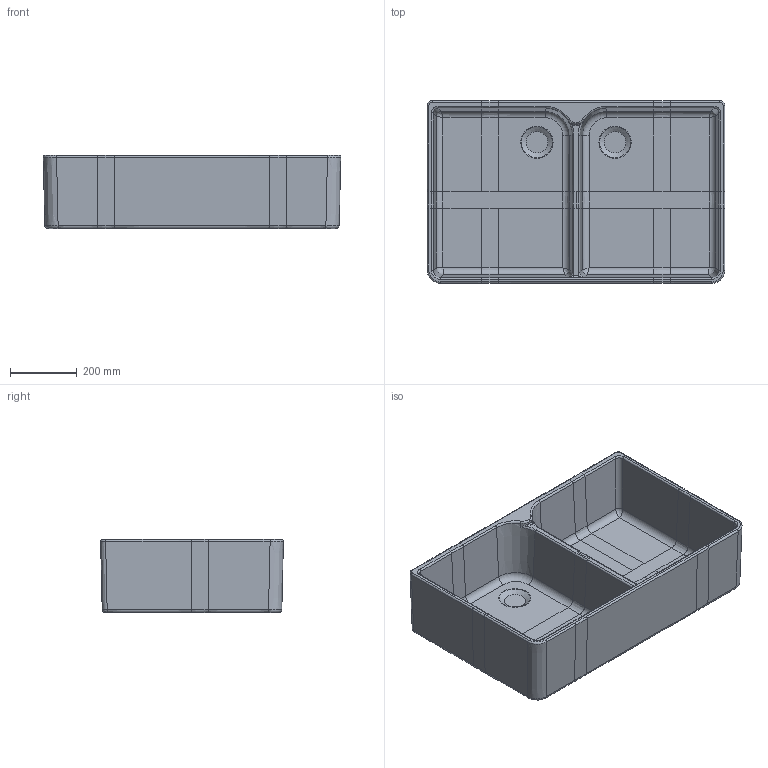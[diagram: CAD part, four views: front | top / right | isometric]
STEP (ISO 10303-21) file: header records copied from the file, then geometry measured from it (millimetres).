
FILE_DESCRIPTION(/* description */ (''),/* implementation_level */ '2;1');
FILE_NAME(/* name */ '6390_Spüle.stp',/* time_stamp */ '2019-01-22T14:03:01+01:00',/* author */ (''),/* organization */ (''),/* preprocessor_version */ 'ST-DEVELOPER v16',/* originating_system */ 'SIEMENS PLM Software NX 10.0',/* authorisation */ '');
FILE_SCHEMA (('AUTOMOTIVE_DESIGN { 1 0 10303 214 3 1 1 1 }'));
Length unit declared in the file: millimetre
Products named in the file (1): math0828A49Fq1um
Bounding box: 894.77 x 549.77 x 220 mm (x, y, z)
Volume: 25131049.6 mm3; surface area: 2196527.8 mm2
Topology: 1 solids, 1 shells, 215 faces, 467 edges, 248 vertices
Faces by surface type: bspline 126, cylinder 38, plane 33, torus 12, cone 6
Entity records: 8489 total; most frequent: CARTESIAN_POINT 4715, ORIENTED_EDGE 906, DIRECTION 522, EDGE_CURVE 453, VERTEX_POINT 246, EDGE_LOOP 221, ADVANCED_FACE 215, FACE_OUTER_BOUND 209
